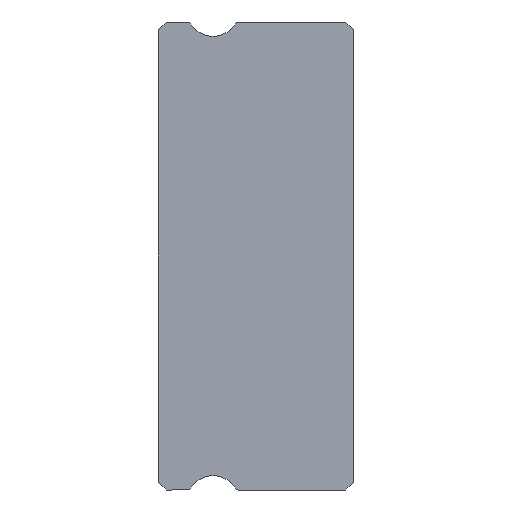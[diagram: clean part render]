
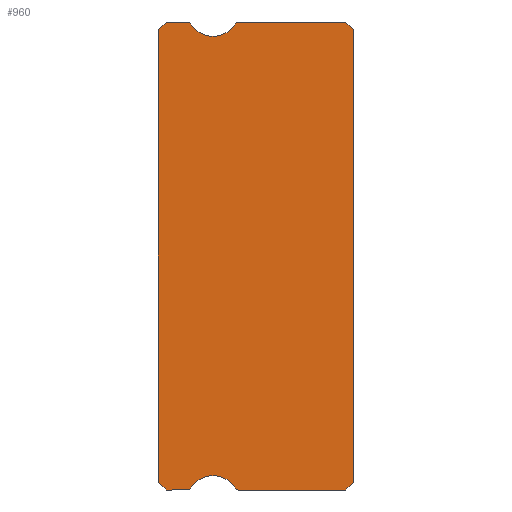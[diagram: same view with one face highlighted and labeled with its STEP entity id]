
A CAD part, left-side view. The second image highlights one B-rep face of the part: STEP entity #960.
In plain terms, the highlighted planar face has unit normal (-1, 0, 0).
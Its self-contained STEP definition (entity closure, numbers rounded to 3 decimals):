
#5 = EDGE_CURVE ( 'NONE', #63, #220, #634, .T. ) ;
#11 = ORIENTED_EDGE ( 'NONE', *, *, #1020, .F. ) ;
#13 = VERTEX_POINT ( 'NONE', #583 ) ;
#30 = ORIENTED_EDGE ( 'NONE', *, *, #1004, .F. ) ;
#38 = VERTEX_POINT ( 'NONE', #1092 ) ;
#40 = DIRECTION ( 'NONE',  ( 1., 0., 0. ) ) ;
#45 = ORIENTED_EDGE ( 'NONE', *, *, #160, .T. ) ;
#49 = PLANE ( 'NONE',  #926 ) ;
#56 = CARTESIAN_POINT ( 'NONE',  ( -10., 0.3, -9. ) ) ;
#58 = ORIENTED_EDGE ( 'NONE', *, *, #344, .F. ) ;
#61 = CARTESIAN_POINT ( 'NONE',  ( -10., 0., 8.7 ) ) ;
#63 = VERTEX_POINT ( 'NONE', #56 ) ;
#66 = CARTESIAN_POINT ( 'NONE',  ( -10., 7.2, 9. ) ) ;
#69 = CARTESIAN_POINT ( 'NONE',  ( -10., 4.419, 8.85 ) ) ;
#81 = CARTESIAN_POINT ( 'NONE',  ( -10., 5.4, 8.45 ) ) ;
#92 = LINE ( 'NONE', #464, #158 ) ;
#114 = CIRCLE ( 'NONE', #178, 0.15 ) ;
#119 = DIRECTION ( 'NONE',  ( 0., 0., 1. ) ) ;
#130 = DIRECTION ( 'NONE',  ( 1., 0., 0. ) ) ;
#131 = LINE ( 'NONE', #216, #136 ) ;
#134 = VECTOR ( 'NONE', #239, 1000. ) ;
#136 = VECTOR ( 'NONE', #911, 1000. ) ;
#140 = CARTESIAN_POINT ( 'NONE',  ( -10., 0., -8.7 ) ) ;
#144 = VERTEX_POINT ( 'NONE', #315 ) ;
#147 = LINE ( 'NONE', #847, #907 ) ;
#153 = DIRECTION ( 'NONE',  ( 0., 0., -1. ) ) ;
#158 = VECTOR ( 'NONE', #622, 1000. ) ;
#160 = EDGE_CURVE ( 'NONE', #908, #242, #828, .T. ) ;
#166 = CARTESIAN_POINT ( 'NONE',  ( -10., 0., 8.7 ) ) ;
#178 = AXIS2_PLACEMENT_3D ( 'NONE', #69, #240, #445 ) ;
#187 = CARTESIAN_POINT ( 'NONE',  ( -10., 6.253, -8.928 ) ) ;
#214 = CARTESIAN_POINT ( 'NONE',  ( -10., 6.381, -9. ) ) ;
#215 = VERTEX_POINT ( 'NONE', #66 ) ;
#216 = CARTESIAN_POINT ( 'NONE',  ( -10., 6.381, 9. ) ) ;
#220 = VERTEX_POINT ( 'NONE', #430 ) ;
#228 = CARTESIAN_POINT ( 'NONE',  ( -10., 4.419, 9. ) ) ;
#236 = DIRECTION ( 'NONE',  ( 0., 0., -1. ) ) ;
#237 = CARTESIAN_POINT ( 'NONE',  ( -10., 6.381, -9. ) ) ;
#239 = DIRECTION ( 'NONE',  ( 0., -0.707, -0.707 ) ) ;
#240 = DIRECTION ( 'NONE',  ( 1., 0., 0. ) ) ;
#242 = VERTEX_POINT ( 'NONE', #166 ) ;
#252 = DIRECTION ( 'NONE',  ( 0., 0., 1. ) ) ;
#261 = DIRECTION ( 'NONE',  ( 0., 0., -1. ) ) ;
#278 = ORIENTED_EDGE ( 'NONE', *, *, #5, .F. ) ;
#283 = ORIENTED_EDGE ( 'NONE', *, *, #439, .T. ) ;
#296 = EDGE_CURVE ( 'NONE', #723, #492, #376, .T. ) ;
#301 = ORIENTED_EDGE ( 'NONE', *, *, #927, .F. ) ;
#303 = CARTESIAN_POINT ( 'NONE',  ( -10., 6.381, 8.85 ) ) ;
#314 = DIRECTION ( 'NONE',  ( 0., 0.707, -0.707 ) ) ;
#315 = CARTESIAN_POINT ( 'NONE',  ( -10., 6.253, 8.928 ) ) ;
#317 = ORIENTED_EDGE ( 'NONE', *, *, #1040, .T. ) ;
#328 = LINE ( 'NONE', #782, #617 ) ;
#340 = CARTESIAN_POINT ( 'NONE',  ( -10., 5.4, -9.45 ) ) ;
#342 = CIRCLE ( 'NONE', #795, 1. ) ;
#344 = EDGE_CURVE ( 'NONE', #144, #1044, #342, .T. ) ;
#357 = DIRECTION ( 'NONE',  ( 1., 0., 0. ) ) ;
#371 = VERTEX_POINT ( 'NONE', #540 ) ;
#376 = CIRCLE ( 'NONE', #872, 1. ) ;
#379 = AXIS2_PLACEMENT_3D ( 'NONE', #475, #40, #236 ) ;
#400 = ORIENTED_EDGE ( 'NONE', *, *, #296, .F. ) ;
#413 = CARTESIAN_POINT ( 'NONE',  ( -10., 0.3, 9. ) ) ;
#418 = AXIS2_PLACEMENT_3D ( 'NONE', #606, #1138, #153 ) ;
#423 = CARTESIAN_POINT ( 'NONE',  ( -10., 7.2, 9. ) ) ;
#424 = DIRECTION ( 'NONE',  ( -1., 0., 0. ) ) ;
#427 = CARTESIAN_POINT ( 'NONE',  ( -10., 7.5, -8.7 ) ) ;
#430 = CARTESIAN_POINT ( 'NONE',  ( -10., 4.419, -9. ) ) ;
#434 = DIRECTION ( 'NONE',  ( 0., 0., -1. ) ) ;
#439 = EDGE_CURVE ( 'NONE', #13, #697, #919, .T. ) ;
#442 = CARTESIAN_POINT ( 'NONE',  ( -10., 6.381, 8.85 ) ) ;
#445 = DIRECTION ( 'NONE',  ( 0., 0., -1. ) ) ;
#464 = CARTESIAN_POINT ( 'NONE',  ( -10., 7.5, 8.7 ) ) ;
#465 = VECTOR ( 'NONE', #119, 1000. ) ;
#472 = ORIENTED_EDGE ( 'NONE', *, *, #588, .F. ) ;
#475 = CARTESIAN_POINT ( 'NONE',  ( -10., 4.419, -8.85 ) ) ;
#489 = DIRECTION ( 'NONE',  ( 0., 0., -1. ) ) ;
#490 = DIRECTION ( 'NONE',  ( 0., 1., 0. ) ) ;
#492 = VERTEX_POINT ( 'NONE', #187 ) ;
#505 = LINE ( 'NONE', #413, #134 ) ;
#510 = VECTOR ( 'NONE', #867, 1000. ) ;
#511 = ORIENTED_EDGE ( 'NONE', *, *, #901, .F. ) ;
#514 = CARTESIAN_POINT ( 'NONE',  ( -10., 6.381, 9. ) ) ;
#530 = ORIENTED_EDGE ( 'NONE', *, *, #1084, .T. ) ;
#540 = CARTESIAN_POINT ( 'NONE',  ( -10., 7.5, 8.7 ) ) ;
#552 = VERTEX_POINT ( 'NONE', #514 ) ;
#579 = DIRECTION ( 'NONE',  ( 0., 0., -1. ) ) ;
#583 = CARTESIAN_POINT ( 'NONE',  ( -10., 7.2, -9. ) ) ;
#588 = EDGE_CURVE ( 'NONE', #743, #242, #505, .T. ) ;
#593 = CARTESIAN_POINT ( 'NONE',  ( -10., 7.2, -9. ) ) ;
#603 = VERTEX_POINT ( 'NONE', #427 ) ;
#605 = CARTESIAN_POINT ( 'NONE',  ( -10., 6.381, -8.85 ) ) ;
#606 = CARTESIAN_POINT ( 'NONE',  ( -10., 5.4, 9.45 ) ) ;
#608 = CARTESIAN_POINT ( 'NONE',  ( -10., 5.4, 9.45 ) ) ;
#617 = VECTOR ( 'NONE', #252, 1000. ) ;
#619 = EDGE_CURVE ( 'NONE', #492, #697, #701, .T. ) ;
#622 = DIRECTION ( 'NONE',  ( 0., 0.707, -0.707 ) ) ;
#634 = LINE ( 'NONE', #237, #1091 ) ;
#639 = ORIENTED_EDGE ( 'NONE', *, *, #696, .F. ) ;
#656 = ORIENTED_EDGE ( 'NONE', *, *, #1061, .F. ) ;
#687 = ORIENTED_EDGE ( 'NONE', *, *, #619, .F. ) ;
#691 = ORIENTED_EDGE ( 'NONE', *, *, #781, .T. ) ;
#696 = EDGE_CURVE ( 'NONE', #552, #144, #1038, .T. ) ;
#697 = VERTEX_POINT ( 'NONE', #1058 ) ;
#701 = CIRCLE ( 'NONE', #1018, 0.15 ) ;
#723 = VERTEX_POINT ( 'NONE', #1080 ) ;
#743 = VERTEX_POINT ( 'NONE', #985 ) ;
#758 = CIRCLE ( 'NONE', #418, 1. ) ;
#781 = EDGE_CURVE ( 'NONE', #215, #371, #92, .T. ) ;
#782 = CARTESIAN_POINT ( 'NONE',  ( -10., 7.5, 8.85 ) ) ;
#795 = AXIS2_PLACEMENT_3D ( 'NONE', #608, #868, #434 ) ;
#803 = EDGE_LOOP ( 'NONE', ( #30, #530, #283, #687, #400, #301, #278, #511, #45, #472, #1053, #656, #11, #58, #639, #317, #691 ) ) ;
#823 = DIRECTION ( 'NONE',  ( 1., 0., 0. ) ) ;
#828 = LINE ( 'NONE', #61, #465 ) ;
#833 = CIRCLE ( 'NONE', #379, 0.15 ) ;
#847 = CARTESIAN_POINT ( 'NONE',  ( -10., 0., -8.7 ) ) ;
#854 = LINE ( 'NONE', #423, #910 ) ;
#859 = DIRECTION ( 'NONE',  ( 0., 1., 0. ) ) ;
#865 = VERTEX_POINT ( 'NONE', #228 ) ;
#867 = DIRECTION ( 'NONE',  ( 0., -0.707, -0.707 ) ) ;
#868 = DIRECTION ( 'NONE',  ( -1., 0., 0. ) ) ;
#872 = AXIS2_PLACEMENT_3D ( 'NONE', #340, #424, #1033 ) ;
#901 = EDGE_CURVE ( 'NONE', #908, #63, #147, .T. ) ;
#907 = VECTOR ( 'NONE', #314, 1000. ) ;
#908 = VERTEX_POINT ( 'NONE', #140 ) ;
#910 = VECTOR ( 'NONE', #859, 1000. ) ;
#911 = DIRECTION ( 'NONE',  ( 0., -1., 0. ) ) ;
#919 = LINE ( 'NONE', #214, #984 ) ;
#926 = AXIS2_PLACEMENT_3D ( 'NONE', #303, #823, #489 ) ;
#927 = EDGE_CURVE ( 'NONE', #220, #723, #833, .T. ) ;
#928 = FACE_OUTER_BOUND ( 'NONE', #803, .T. ) ;
#949 = EDGE_CURVE ( 'NONE', #865, #743, #131, .T. ) ;
#951 = LINE ( 'NONE', #593, #510 ) ;
#960 = ADVANCED_FACE ( 'NONE', ( #928 ), #49, .F. ) ;
#984 = VECTOR ( 'NONE', #1100, 1000. ) ;
#985 = CARTESIAN_POINT ( 'NONE',  ( -10., 0.3, 9. ) ) ;
#986 = AXIS2_PLACEMENT_3D ( 'NONE', #442, #357, #261 ) ;
#1004 = EDGE_CURVE ( 'NONE', #603, #371, #328, .T. ) ;
#1018 = AXIS2_PLACEMENT_3D ( 'NONE', #605, #130, #579 ) ;
#1020 = EDGE_CURVE ( 'NONE', #1044, #38, #758, .T. ) ;
#1033 = DIRECTION ( 'NONE',  ( 0., 0., -1. ) ) ;
#1038 = CIRCLE ( 'NONE', #986, 0.15 ) ;
#1040 = EDGE_CURVE ( 'NONE', #552, #215, #854, .T. ) ;
#1044 = VERTEX_POINT ( 'NONE', #81 ) ;
#1053 = ORIENTED_EDGE ( 'NONE', *, *, #949, .F. ) ;
#1058 = CARTESIAN_POINT ( 'NONE',  ( -10., 6.381, -9. ) ) ;
#1061 = EDGE_CURVE ( 'NONE', #38, #865, #114, .T. ) ;
#1080 = CARTESIAN_POINT ( 'NONE',  ( -10., 4.547, -8.928 ) ) ;
#1084 = EDGE_CURVE ( 'NONE', #603, #13, #951, .T. ) ;
#1091 = VECTOR ( 'NONE', #490, 1000. ) ;
#1092 = CARTESIAN_POINT ( 'NONE',  ( -10., 4.547, 8.928 ) ) ;
#1100 = DIRECTION ( 'NONE',  ( 0., -1., 0. ) ) ;
#1138 = DIRECTION ( 'NONE',  ( -1., 0., 0. ) ) ;
